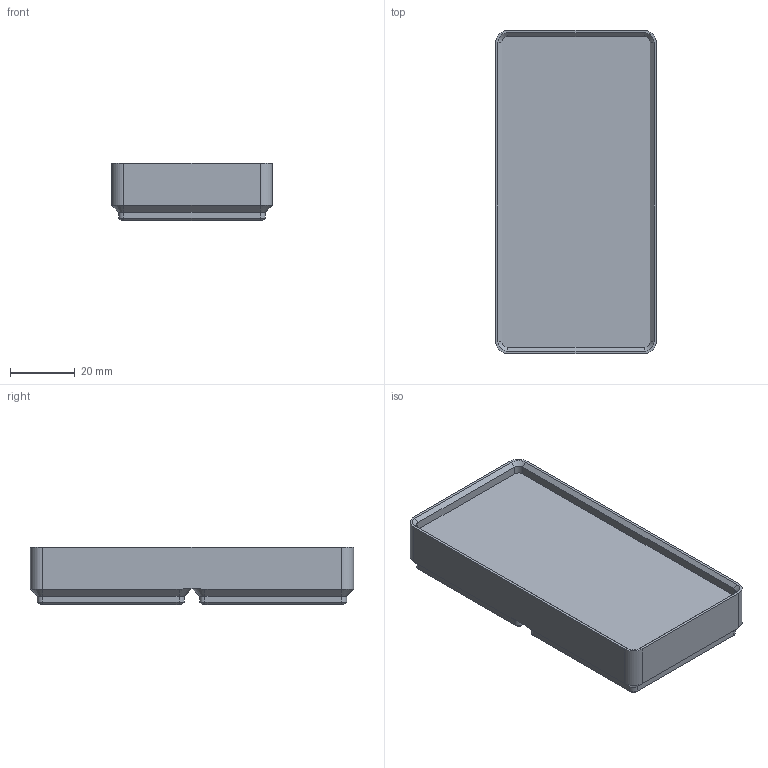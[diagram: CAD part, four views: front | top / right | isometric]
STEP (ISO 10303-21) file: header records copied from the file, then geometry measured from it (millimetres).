
FILE_DESCRIPTION(/* description */ (''),/* implementation_level */ '2;1');
FILE_NAME(/* name */ '50mm Gridfinity Solid Tray 1x2 (2H) v2.step',/* time_stamp */ '2025-10-05T22:38:43-04:00',/* author */ (''),/* organization */ (''),/* preprocessor_version */ 'ST-DEVELOPER v20.1',/* originating_system */ 'Autodesk Translation Framework v14.17.0.0',/* authorisation */ '');
FILE_SCHEMA (('AUTOMOTIVE_DESIGN { 1 0 10303 214 3 1 1 }'));
Length unit declared in the file: millimetre
Products named in the file (2): 50mm Gridfinity Solid Tray 1x2 (2H); Gridfinity bin 2x1x2
Assembly tree (1 placements, depth 2):
  50mm Gridfinity Solid Tray 1x2 (2H)
    Gridfinity bin 2x1x2
Bounding box: 49.5 x 99.5 x 17.8 mm (x, y, z)
Volume: 67418.8 mm3; surface area: 15593.4 mm2
Topology: 1 solids, 1 shells, 78 faces, 173 edges, 98 vertices
Faces by surface type: plane 42, cone 20, cylinder 16
Entity records: 2138 total; most frequent: DIRECTION 379, CARTESIAN_POINT 360, ORIENTED_EDGE 346, EDGE_CURVE 173, AXIS2_PLACEMENT_3D 129, LINE 121, VECTOR 121, VERTEX_POINT 98
